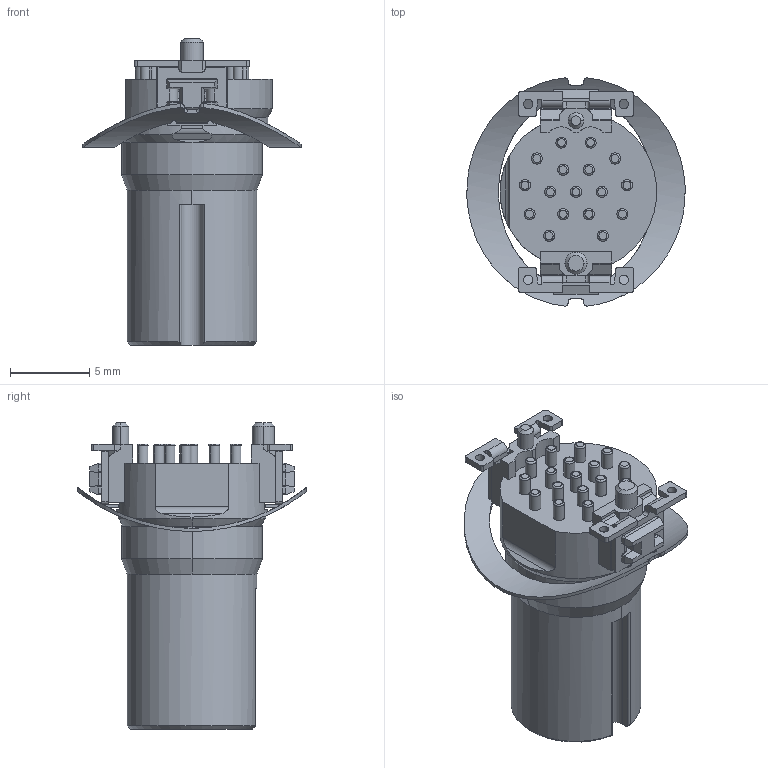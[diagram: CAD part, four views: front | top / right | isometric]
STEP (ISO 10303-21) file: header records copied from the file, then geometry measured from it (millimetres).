
FILE_DESCRIPTION((''),'2;1');
FILE_NAME('1412018','2014-03-05T',('bthumm'),(''),'PRO/ENGINEER BY PARAMETRIC TECHNOLOGY CORPORATION, 2013230','PRO/ENGINEER BY PARAMETRIC TECHNOLOGY CORPORATION, 2013230','');
FILE_SCHEMA(('AUTOMOTIVE_DESIGN { 1 0 10303 214 1 1 1 1 }'));
Length unit declared in the file: millimetre
Products named in the file (1): 1412018
Bounding box: 13.78 x 14.42 x 19.35 mm (x, y, z)
Volume: 1007.6 mm3; surface area: 1188 mm2
Topology: 1 solids, 1 shells, 607 faces, 1580 edges, 1001 vertices
Faces by surface type: plane 305, cylinder 219, cone 45, torus 34, extrusion 4
Entity records: 19338 total; most frequent: CARTESIAN_POINT 4064, DIRECTION 3198, ORIENTED_EDGE 3160, EDGE_CURVE 1580, AXIS2_PLACEMENT_3D 1136, VERTEX_POINT 1001, VECTOR 926, LINE 922
